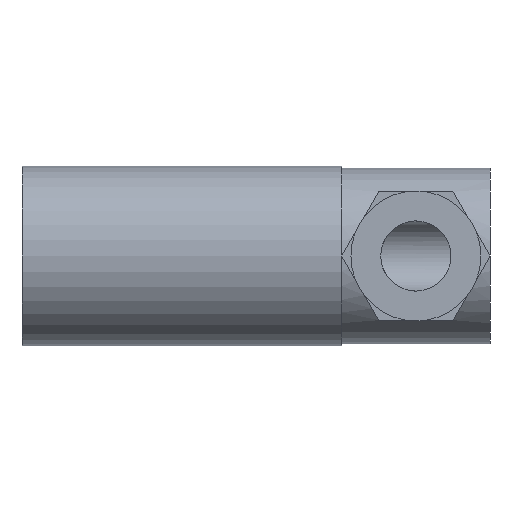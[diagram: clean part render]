
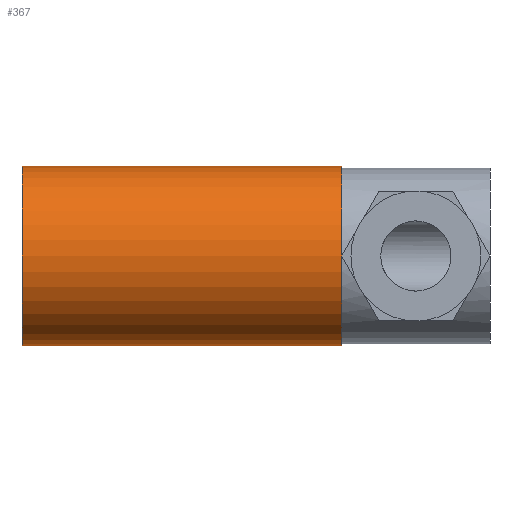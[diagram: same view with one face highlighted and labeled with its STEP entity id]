
A CAD part, front view. The second image highlights one B-rep face of the part: STEP entity #367.
In plain terms, the highlighted cylindrical face has radius 11.5 mm (diameter 23 mm), a partial arc.
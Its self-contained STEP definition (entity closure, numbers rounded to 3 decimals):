
#18 = DIRECTION ( 'NONE',  ( 0., 0., 1. ) ) ;
#52 = AXIS2_PLACEMENT_3D ( 'NONE', #546, #6722, #997 ) ;
#367 = ADVANCED_FACE ( 'NONE', ( #6928 ), #4346, .T. ) ;
#546 = CARTESIAN_POINT ( 'NONE',  ( 0., 0., 0. ) ) ;
#868 = ORIENTED_EDGE ( 'NONE', *, *, #1981, .T. ) ;
#956 = AXIS2_PLACEMENT_3D ( 'NONE', #3804, #4382, #18 ) ;
#962 = EDGE_CURVE ( 'NONE', #1960, #2194, #7950, .T. ) ;
#997 = DIRECTION ( 'NONE',  ( 0., 0., 1. ) ) ;
#1499 = CARTESIAN_POINT ( 'NONE',  ( 0., 0., 11.5 ) ) ;
#1860 = CARTESIAN_POINT ( 'NONE',  ( 41., 0., 11.5 ) ) ;
#1946 = CARTESIAN_POINT ( 'NONE',  ( 41., 0., 0. ) ) ;
#1960 = VERTEX_POINT ( 'NONE', #5150 ) ;
#1981 = EDGE_CURVE ( 'NONE', #1960, #4968, #4260, .T. ) ;
#2037 = DIRECTION ( 'NONE',  ( -1., 0., 0. ) ) ;
#2194 = VERTEX_POINT ( 'NONE', #2322 ) ;
#2322 = CARTESIAN_POINT ( 'NONE',  ( 0., 0., -11.5 ) ) ;
#2562 = EDGE_CURVE ( 'NONE', #4968, #6805, #7664, .T. ) ;
#2599 = DIRECTION ( 'NONE',  ( -1., 0., 0. ) ) ;
#2737 = CARTESIAN_POINT ( 'NONE',  ( 0., 0., 11.5 ) ) ;
#3528 = ORIENTED_EDGE ( 'NONE', *, *, #2562, .T. ) ;
#3597 = DIRECTION ( 'NONE',  ( -1., 0., 0. ) ) ;
#3804 = CARTESIAN_POINT ( 'NONE',  ( 0., 0., 0. ) ) ;
#4212 = CARTESIAN_POINT ( 'NONE',  ( 0., 0., -11.5 ) ) ;
#4260 = CIRCLE ( 'NONE', #5693, 11.5 ) ;
#4346 = CYLINDRICAL_SURFACE ( 'NONE', #956, 11.5 ) ;
#4382 = DIRECTION ( 'NONE',  ( -1., 0., 0. ) ) ;
#4454 = DIRECTION ( 'NONE',  ( 0., 0., 1. ) ) ;
#4769 = EDGE_LOOP ( 'NONE', ( #4960, #868, #3528, #5233 ) ) ;
#4960 = ORIENTED_EDGE ( 'NONE', *, *, #962, .F. ) ;
#4968 = VERTEX_POINT ( 'NONE', #1860 ) ;
#5150 = CARTESIAN_POINT ( 'NONE',  ( 41., 0., -11.5 ) ) ;
#5233 = ORIENTED_EDGE ( 'NONE', *, *, #6335, .F. ) ;
#5693 = AXIS2_PLACEMENT_3D ( 'NONE', #1946, #2599, #4454 ) ;
#6335 = EDGE_CURVE ( 'NONE', #2194, #6805, #7012, .T. ) ;
#6722 = DIRECTION ( 'NONE',  ( -1., 0., 0. ) ) ;
#6754 = VECTOR ( 'NONE', #2037, 1000. ) ;
#6805 = VERTEX_POINT ( 'NONE', #2737 ) ;
#6870 = VECTOR ( 'NONE', #3597, 1000. ) ;
#6928 = FACE_OUTER_BOUND ( 'NONE', #4769, .T. ) ;
#7012 = CIRCLE ( 'NONE', #52, 11.5 ) ;
#7664 = LINE ( 'NONE', #1499, #6754 ) ;
#7950 = LINE ( 'NONE', #4212, #6870 ) ;
